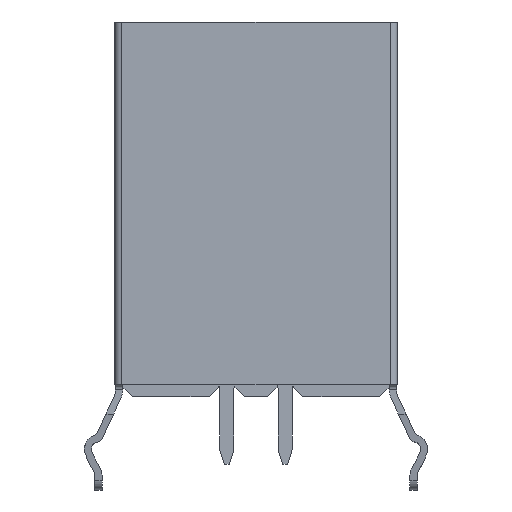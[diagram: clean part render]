
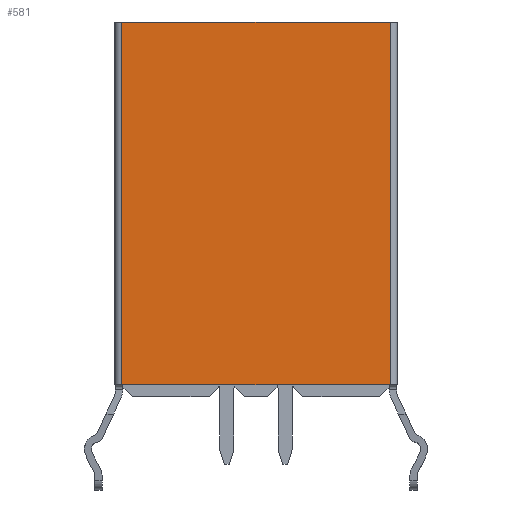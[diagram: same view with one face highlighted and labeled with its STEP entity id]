
A CAD part, front view. The second image highlights one B-rep face of the part: STEP entity #581.
In plain terms, the highlighted planar face has unit normal (0, -1, 0).
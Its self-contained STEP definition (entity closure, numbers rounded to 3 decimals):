
#581=ADVANCED_FACE('',(#1166),#1167,.T.);
#1166=FACE_OUTER_BOUND('',#1747,.T.);
#1167=PLANE('',#1748);
#1747=EDGE_LOOP('',(#3520,#3521,#3522,#3523));
#1748=AXIS2_PLACEMENT_3D('',#3524,#3525,#3526);
#3520=ORIENTED_EDGE('',*,*,#3742,.T.);
#3521=ORIENTED_EDGE('',*,*,#4317,.F.);
#3522=ORIENTED_EDGE('',*,*,#4318,.T.);
#3523=ORIENTED_EDGE('',*,*,#4314,.T.);
#3524=CARTESIAN_POINT('',(0.0,0.0,0.0));
#3525=DIRECTION('',(0.,-1.0,0.));
#3526=DIRECTION('',(-1.0,0.,0.));
#3742=EDGE_CURVE('',#4578,#4576,#4579,.T.);
#4314=EDGE_CURVE('',#5399,#4578,#5400,.T.);
#4317=EDGE_CURVE('',#5403,#4576,#5404,.T.);
#4318=EDGE_CURVE('',#5403,#5399,#5405,.T.);
#4576=VERTEX_POINT('',#5752);
#4578=VERTEX_POINT('',#5754);
#4579=LINE('',#5755,#5756);
#5399=VERTEX_POINT('',#6926);
#5400=LINE('',#6927,#6928);
#5403=VERTEX_POINT('',#6931);
#5404=LINE('',#6932,#6933);
#5405=LINE('',#6934,#6935);
#5752=CARTESIAN_POINT('',(5.75,0.,-15.55));
#5754=CARTESIAN_POINT('',(-5.75,0.,-15.55));
#5755=CARTESIAN_POINT('',(5.75,0.,-15.55));
#5756=VECTOR('',#7127,1.0);
#6926=CARTESIAN_POINT('',(-5.75,0.,0.));
#6927=CARTESIAN_POINT('',(-5.75,0.,0.));
#6928=VECTOR('',#7667,1.0);
#6931=CARTESIAN_POINT('',(5.75,0.,0.));
#6932=CARTESIAN_POINT('',(5.75,0.,0.));
#6933=VECTOR('',#7671,1.0);
#6934=CARTESIAN_POINT('',(5.75,0.,0.));
#6935=VECTOR('',#7672,1.0);
#7127=DIRECTION('',(1.0,0.,0.));
#7667=DIRECTION('',(0.,0.0,-1.0));
#7671=DIRECTION('',(0.,0.0,-1.0));
#7672=DIRECTION('',(-1.0,0.,0.));
